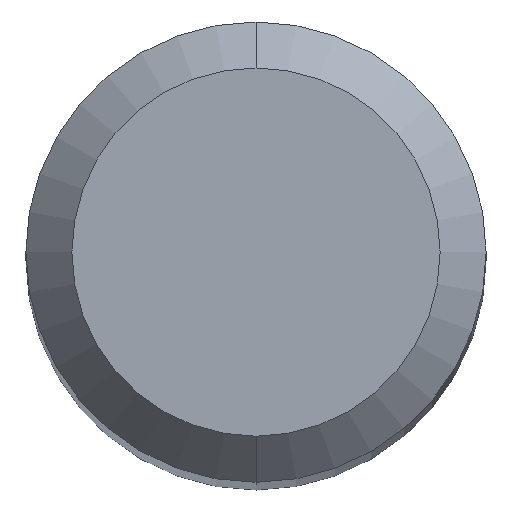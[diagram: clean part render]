
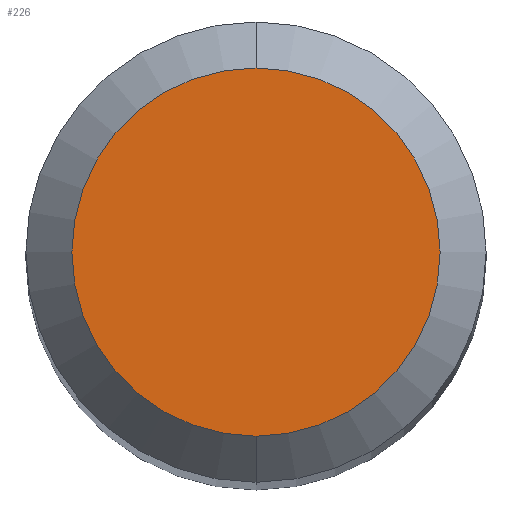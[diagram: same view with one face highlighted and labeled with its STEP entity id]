
A CAD part, top view. The second image highlights one B-rep face of the part: STEP entity #226.
In plain terms, the highlighted planar face has unit normal (0, 0, 1).
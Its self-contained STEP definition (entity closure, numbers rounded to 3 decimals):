
#136=EDGE_CURVE('',#164,#162,#318,.T.);
#162=VERTEX_POINT('',#347);
#164=VERTEX_POINT('',#349);
#226=ADVANCED_FACE('',(#416),#417,.T.);
#234=EDGE_CURVE('',#162,#164,#427,.T.);
#318=CIRCLE('',#515,1.2);
#347=CARTESIAN_POINT('',(0.,-1.2,0.0));
#349=CARTESIAN_POINT('',(0.0,1.2,0.0));
#416=FACE_OUTER_BOUND('',#642,.T.);
#417=PLANE('',#643);
#427=CIRCLE('',#654,1.2);
#515=AXIS2_PLACEMENT_3D('',#749,#750,#751);
#642=EDGE_LOOP('',(#865,#866));
#643=AXIS2_PLACEMENT_3D('',#867,#868,#869);
#654=AXIS2_PLACEMENT_3D('',#884,#885,#886);
#749=CARTESIAN_POINT('',(0.0,0.0,0.0));
#750=DIRECTION('',(0.0,0.0,-1.0));
#751=DIRECTION('',(0.0,1.0,0.0));
#865=ORIENTED_EDGE('',*,*,#136,.F.);
#866=ORIENTED_EDGE('',*,*,#234,.F.);
#867=CARTESIAN_POINT('',(0.0,0.6,0.0));
#868=DIRECTION('',(-0.0,0.0,1.0));
#869=DIRECTION('',(0.0,-1.0,0.0));
#884=CARTESIAN_POINT('',(0.0,0.0,0.0));
#885=DIRECTION('',(0.0,0.0,-1.0));
#886=DIRECTION('',(0.0,1.0,0.0));
